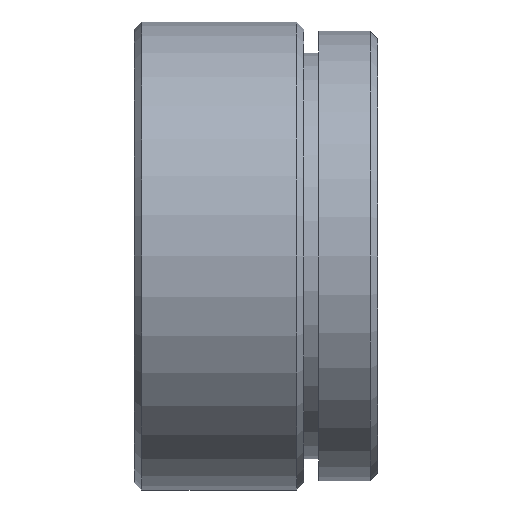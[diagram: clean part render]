
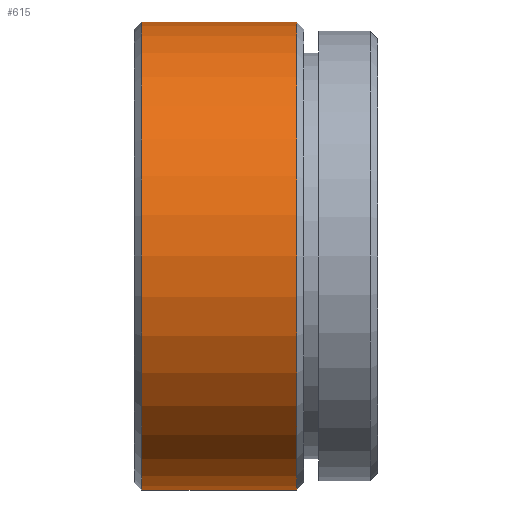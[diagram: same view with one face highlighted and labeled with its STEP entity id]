
A CAD part, left-side view. The second image highlights one B-rep face of the part: STEP entity #615.
In plain terms, the highlighted cylindrical face has radius 15.875 mm (diameter 31.75 mm), a partial arc.
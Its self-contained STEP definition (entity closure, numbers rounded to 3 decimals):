
#31 = DIRECTION ( 'NONE',  ( 0., -1., 0. ) ) ;
#45 = DIRECTION ( 'NONE',  ( 0., 0., 1. ) ) ;
#55 = FACE_OUTER_BOUND ( 'NONE', #505, .T. ) ;
#84 = CIRCLE ( 'NONE', #429, 15.875 ) ;
#172 = VECTOR ( 'NONE', #1204, 1000. ) ;
#185 = EDGE_CURVE ( 'NONE', #1293, #1307, #917, .T. ) ;
#187 = ORIENTED_EDGE ( 'NONE', *, *, #1317, .F. ) ;
#284 = VERTEX_POINT ( 'NONE', #1316 ) ;
#323 = CARTESIAN_POINT ( 'NONE',  ( -62.969, 20.153, 35.801 ) ) ;
#346 = DIRECTION ( 'NONE',  ( 0., 0., -1. ) ) ;
#375 = CARTESIAN_POINT ( 'NONE',  ( -62.969, 4.153, 4.051 ) ) ;
#390 = VERTEX_POINT ( 'NONE', #323 ) ;
#401 = DIRECTION ( 'NONE',  ( 0., -1., 0. ) ) ;
#429 = AXIS2_PLACEMENT_3D ( 'NONE', #966, #621, #45 ) ;
#468 = CARTESIAN_POINT ( 'NONE',  ( -62.969, 9.653, 19.926 ) ) ;
#505 = EDGE_LOOP ( 'NONE', ( #187, #782, #945, #1123 ) ) ;
#511 = CARTESIAN_POINT ( 'NONE',  ( -62.969, 9.653, 4.051 ) ) ;
#527 = DIRECTION ( 'NONE',  ( 0., 0., -1. ) ) ;
#601 = VECTOR ( 'NONE', #31, 1000. ) ;
#615 = ADVANCED_FACE ( 'NONE', ( #55 ), #985, .T. ) ;
#621 = DIRECTION ( 'NONE',  ( 0., -1., 0. ) ) ;
#726 = AXIS2_PLACEMENT_3D ( 'NONE', #1451, #401, #527 ) ;
#741 = LINE ( 'NONE', #1194, #172 ) ;
#782 = ORIENTED_EDGE ( 'NONE', *, *, #1249, .T. ) ;
#854 = EDGE_CURVE ( 'NONE', #284, #1293, #957, .T. ) ;
#917 = CIRCLE ( 'NONE', #1066, 15.875 ) ;
#945 = ORIENTED_EDGE ( 'NONE', *, *, #854, .T. ) ;
#957 = LINE ( 'NONE', #375, #601 ) ;
#966 = CARTESIAN_POINT ( 'NONE',  ( -62.969, 20.153, 19.926 ) ) ;
#985 = CYLINDRICAL_SURFACE ( 'NONE', #726, 15.875 ) ;
#1066 = AXIS2_PLACEMENT_3D ( 'NONE', #468, #1396, #346 ) ;
#1074 = CARTESIAN_POINT ( 'NONE',  ( -62.969, 9.653, 35.801 ) ) ;
#1123 = ORIENTED_EDGE ( 'NONE', *, *, #185, .T. ) ;
#1194 = CARTESIAN_POINT ( 'NONE',  ( -62.969, 4.153, 35.801 ) ) ;
#1204 = DIRECTION ( 'NONE',  ( 0., -1., 0. ) ) ;
#1249 = EDGE_CURVE ( 'NONE', #390, #284, #84, .T. ) ;
#1293 = VERTEX_POINT ( 'NONE', #511 ) ;
#1307 = VERTEX_POINT ( 'NONE', #1074 ) ;
#1316 = CARTESIAN_POINT ( 'NONE',  ( -62.969, 20.153, 4.051 ) ) ;
#1317 = EDGE_CURVE ( 'NONE', #390, #1307, #741, .T. ) ;
#1396 = DIRECTION ( 'NONE',  ( 0., 1., 0. ) ) ;
#1451 = CARTESIAN_POINT ( 'NONE',  ( -62.969, 4.153, 19.926 ) ) ;
